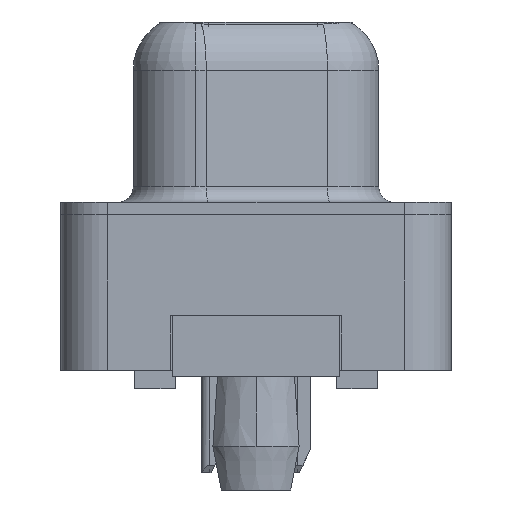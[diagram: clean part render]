
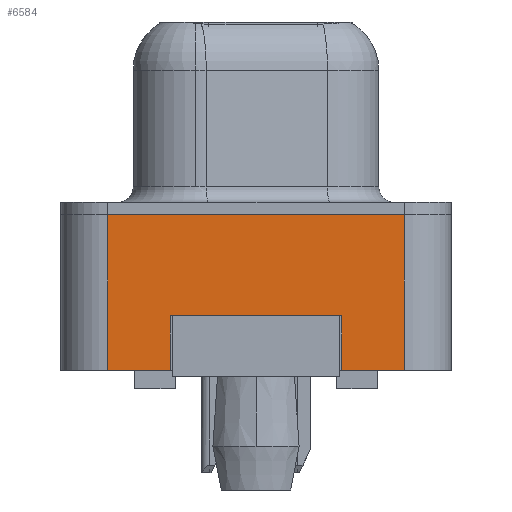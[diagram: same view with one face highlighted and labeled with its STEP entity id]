
A CAD part, left-side view. The second image highlights one B-rep face of the part: STEP entity #6584.
In plain terms, the highlighted planar face has unit normal (-1, 0, 0).
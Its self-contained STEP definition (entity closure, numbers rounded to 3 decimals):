
#541 = LINE ( 'NONE', #12071, #1834 ) ;
#809 = VERTEX_POINT ( 'NONE', #8788 ) ;
#939 = CARTESIAN_POINT ( 'NONE',  ( -2.905, 2.75, -3.25 ) ) ;
#1155 = LINE ( 'NONE', #4741, #11754 ) ;
#1469 = DIRECTION ( 'NONE',  ( 0., 0., 1. ) ) ;
#1534 = EDGE_LOOP ( 'NONE', ( #10335, #1836, #8687, #4069, #5234, #7247, #1870, #7716 ) ) ;
#1834 = VECTOR ( 'NONE', #1469, 1000. ) ;
#1836 = ORIENTED_EDGE ( 'NONE', *, *, #5897, .T. ) ;
#1870 = ORIENTED_EDGE ( 'NONE', *, *, #12752, .F. ) ;
#1875 = PLANE ( 'NONE',  #14556 ) ;
#2105 = CARTESIAN_POINT ( 'NONE',  ( -2.905, -4.775, -5. ) ) ;
#2830 = VECTOR ( 'NONE', #9782, 1000. ) ;
#3030 = CARTESIAN_POINT ( 'NONE',  ( -2.905, -4.775, -5. ) ) ;
#3309 = EDGE_CURVE ( 'NONE', #5609, #9286, #6222, .T. ) ;
#3319 = LINE ( 'NONE', #11822, #10320 ) ;
#3991 = CARTESIAN_POINT ( 'NONE',  ( -2.905, -4.775, 0. ) ) ;
#4068 = EDGE_CURVE ( 'NONE', #8444, #5290, #541, .T. ) ;
#4069 = ORIENTED_EDGE ( 'NONE', *, *, #13953, .F. ) ;
#4222 = FACE_OUTER_BOUND ( 'NONE', #1534, .T. ) ;
#4438 = EDGE_CURVE ( 'NONE', #10896, #6004, #3319, .T. ) ;
#4458 = DIRECTION ( 'NONE',  ( 0., 0., 1. ) ) ;
#4464 = EDGE_CURVE ( 'NONE', #10896, #809, #8081, .T. ) ;
#4505 = LINE ( 'NONE', #14009, #12644 ) ;
#4741 = CARTESIAN_POINT ( 'NONE',  ( -2.905, 2.75, -3.25 ) ) ;
#5234 = ORIENTED_EDGE ( 'NONE', *, *, #4464, .F. ) ;
#5290 = VERTEX_POINT ( 'NONE', #3991 ) ;
#5609 = VERTEX_POINT ( 'NONE', #8112 ) ;
#5897 = EDGE_CURVE ( 'NONE', #10540, #8444, #9327, .T. ) ;
#5917 = DIRECTION ( 'NONE',  ( 0., 0., 1. ) ) ;
#6004 = VERTEX_POINT ( 'NONE', #6055 ) ;
#6055 = CARTESIAN_POINT ( 'NONE',  ( -2.905, 2.75, -5. ) ) ;
#6222 = LINE ( 'NONE', #10960, #2830 ) ;
#6278 = VECTOR ( 'NONE', #10429, 1000. ) ;
#6584 = ADVANCED_FACE ( 'NONE', ( #4222 ), #1875, .T. ) ;
#6931 = DIRECTION ( 'NONE',  ( 0., -1., 0. ) ) ;
#7069 = DIRECTION ( 'NONE',  ( 0., -1., 0. ) ) ;
#7247 = ORIENTED_EDGE ( 'NONE', *, *, #4438, .T. ) ;
#7716 = ORIENTED_EDGE ( 'NONE', *, *, #3309, .F. ) ;
#8081 = LINE ( 'NONE', #10733, #12564 ) ;
#8112 = CARTESIAN_POINT ( 'NONE',  ( -2.905, -2.75, -3.25 ) ) ;
#8444 = VERTEX_POINT ( 'NONE', #3030 ) ;
#8687 = ORIENTED_EDGE ( 'NONE', *, *, #4068, .T. ) ;
#8788 = CARTESIAN_POINT ( 'NONE',  ( -2.905, 4.775, 0. ) ) ;
#9286 = VERTEX_POINT ( 'NONE', #939 ) ;
#9327 = LINE ( 'NONE', #10185, #14832 ) ;
#9493 = DIRECTION ( 'NONE',  ( 0., 0., -1. ) ) ;
#9782 = DIRECTION ( 'NONE',  ( 0., 1., 0. ) ) ;
#10185 = CARTESIAN_POINT ( 'NONE',  ( -2.905, -4.775, -5. ) ) ;
#10257 = DIRECTION ( 'NONE',  ( 0., -1., 0. ) ) ;
#10299 = DIRECTION ( 'NONE',  ( -1., 0., 0. ) ) ;
#10320 = VECTOR ( 'NONE', #7069, 1000. ) ;
#10335 = ORIENTED_EDGE ( 'NONE', *, *, #12646, .T. ) ;
#10429 = DIRECTION ( 'NONE',  ( 0., 0., -1. ) ) ;
#10500 = LINE ( 'NONE', #13933, #6278 ) ;
#10540 = VERTEX_POINT ( 'NONE', #13093 ) ;
#10733 = CARTESIAN_POINT ( 'NONE',  ( -2.905, 4.775, -5. ) ) ;
#10896 = VERTEX_POINT ( 'NONE', #14938 ) ;
#10960 = CARTESIAN_POINT ( 'NONE',  ( -2.905, 2.75, -3.25 ) ) ;
#11754 = VECTOR ( 'NONE', #9493, 1000. ) ;
#11822 = CARTESIAN_POINT ( 'NONE',  ( -2.905, -4.775, -5. ) ) ;
#12071 = CARTESIAN_POINT ( 'NONE',  ( -2.905, -4.775, -5. ) ) ;
#12564 = VECTOR ( 'NONE', #5917, 1000. ) ;
#12644 = VECTOR ( 'NONE', #6931, 1000. ) ;
#12646 = EDGE_CURVE ( 'NONE', #5609, #10540, #10500, .T. ) ;
#12752 = EDGE_CURVE ( 'NONE', #9286, #6004, #1155, .T. ) ;
#13093 = CARTESIAN_POINT ( 'NONE',  ( -2.905, -2.75, -5. ) ) ;
#13933 = CARTESIAN_POINT ( 'NONE',  ( -2.905, -2.75, -3.25 ) ) ;
#13953 = EDGE_CURVE ( 'NONE', #809, #5290, #4505, .T. ) ;
#14009 = CARTESIAN_POINT ( 'NONE',  ( -2.905, -4.775, 0. ) ) ;
#14556 = AXIS2_PLACEMENT_3D ( 'NONE', #2105, #10299, #4458 ) ;
#14832 = VECTOR ( 'NONE', #10257, 1000. ) ;
#14938 = CARTESIAN_POINT ( 'NONE',  ( -2.905, 4.775, -5. ) ) ;
